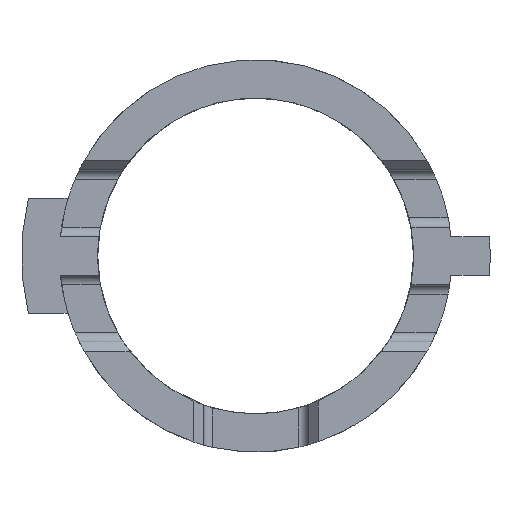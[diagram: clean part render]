
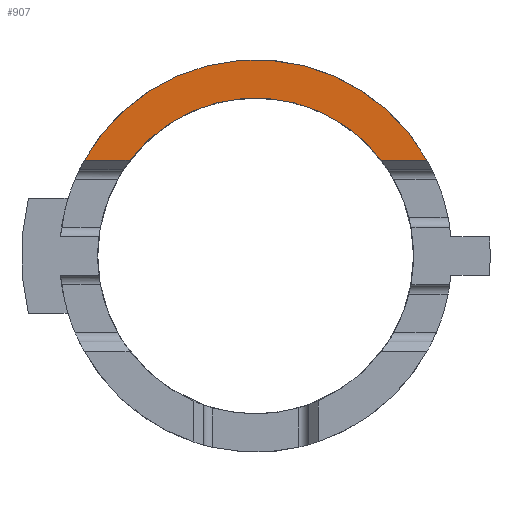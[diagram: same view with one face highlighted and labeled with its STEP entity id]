
A CAD part, top view. The second image highlights one B-rep face of the part: STEP entity #907.
In plain terms, the highlighted planar face has unit normal (0, 0, 1).
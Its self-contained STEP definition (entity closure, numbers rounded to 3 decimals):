
#41=CIRCLE('',#981,16.5);
#49=CIRCLE('',#1000,20.5);
#71=PLANE('',#999);
#114=FACE_OUTER_BOUND('',#162,.T.);
#162=EDGE_LOOP('',(#720,#721,#722,#723));
#213=LINE('',#1606,#288);
#230=LINE('',#1665,#305);
#288=VECTOR('',#1129,10.);
#305=VECTOR('',#1188,10.);
#405=VERTEX_POINT('',#1603);
#406=VERTEX_POINT('',#1605);
#408=VERTEX_POINT('',#1614);
#426=VERTEX_POINT('',#1661);
#509=EDGE_CURVE('',#405,#406,#213,.T.);
#514=EDGE_CURVE('',#408,#406,#41,.F.);
#542=EDGE_CURVE('',#408,#426,#230,.T.);
#543=EDGE_CURVE('',#405,#426,#49,.T.);
#720=ORIENTED_EDGE('',*,*,#509,.F.);
#721=ORIENTED_EDGE('',*,*,#543,.T.);
#722=ORIENTED_EDGE('',*,*,#542,.F.);
#723=ORIENTED_EDGE('',*,*,#514,.T.);
#907=ADVANCED_FACE('',(#114),#71,.T.);
#981=AXIS2_PLACEMENT_3D('',#1615,#1139,#1140);
#999=AXIS2_PLACEMENT_3D('',#1666,#1189,#1190);
#1000=AXIS2_PLACEMENT_3D('',#1667,#1191,#1192);
#1129=DIRECTION('',(-1.,0.,0.));
#1139=DIRECTION('center_axis',(0.,0.,1.));
#1140=DIRECTION('ref_axis',(1.,0.,0.));
#1188=DIRECTION('',(-1.,0.,0.));
#1189=DIRECTION('center_axis',(0.,0.,1.));
#1190=DIRECTION('ref_axis',(1.,0.,0.));
#1191=DIRECTION('center_axis',(0.,0.,1.));
#1192=DIRECTION('ref_axis',(1.,0.,0.));
#1603=CARTESIAN_POINT('',(17.896,10.,8.));
#1605=CARTESIAN_POINT('',(13.124,10.,8.));
#1606=CARTESIAN_POINT('',(6.915,10.,8.));
#1614=CARTESIAN_POINT('',(-13.124,10.001,8.));
#1615=CARTESIAN_POINT('Origin',(0.,0.,8.));
#1661=CARTESIAN_POINT('',(-17.895,10.001,8.));
#1665=CARTESIAN_POINT('',(-9.209,10.001,8.));
#1666=CARTESIAN_POINT('Origin',(0.,14.75,8.));
#1667=CARTESIAN_POINT('Origin',(0.,0.,8.));
